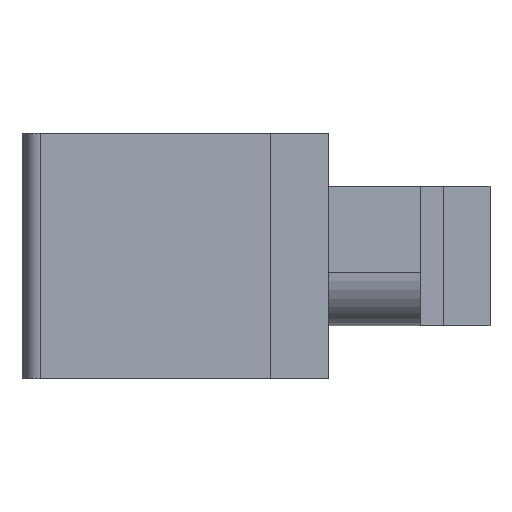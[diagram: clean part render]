
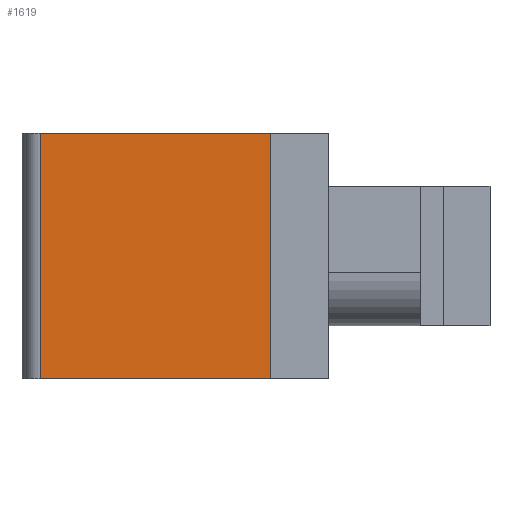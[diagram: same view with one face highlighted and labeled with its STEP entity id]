
A CAD part, left-side view. The second image highlights one B-rep face of the part: STEP entity #1619.
In plain terms, the highlighted planar face has unit normal (-1, 0, 0).
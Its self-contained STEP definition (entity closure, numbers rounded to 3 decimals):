
#5 = VERTEX_POINT ( 'NONE', #1794 ) ;
#38 = VECTOR ( 'NONE', #2229, 1000. ) ;
#87 = EDGE_CURVE ( 'NONE', #5, #1880, #1735, .T. ) ;
#132 = ORIENTED_EDGE ( 'NONE', *, *, #87, .T. ) ;
#169 = CARTESIAN_POINT ( 'NONE',  ( -20.25, 29.3, 8. ) ) ;
#179 = EDGE_CURVE ( 'NONE', #1002, #2219, #2041, .T. ) ;
#393 = VECTOR ( 'NONE', #942, 1000. ) ;
#716 = CARTESIAN_POINT ( 'NONE',  ( -20.25, 14.3, -8. ) ) ;
#724 = AXIS2_PLACEMENT_3D ( 'NONE', #2223, #1185, #1164 ) ;
#942 = DIRECTION ( 'NONE',  ( 0., -1., 0. ) ) ;
#1002 = VERTEX_POINT ( 'NONE', #169 ) ;
#1089 = ORIENTED_EDGE ( 'NONE', *, *, #1218, .T. ) ;
#1164 = DIRECTION ( 'NONE',  ( 0., 0., -1. ) ) ;
#1185 = DIRECTION ( 'NONE',  ( 1., 0., 0. ) ) ;
#1189 = VECTOR ( 'NONE', #1871, 1000. ) ;
#1216 = CARTESIAN_POINT ( 'NONE',  ( -20.25, 14.3, 8. ) ) ;
#1218 = EDGE_CURVE ( 'NONE', #2219, #5, #2664, .T. ) ;
#1259 = LINE ( 'NONE', #1216, #1189 ) ;
#1306 = CARTESIAN_POINT ( 'NONE',  ( -20.25, 14.3, 8. ) ) ;
#1385 = PLANE ( 'NONE',  #724 ) ;
#1619 = ADVANCED_FACE ( 'NONE', ( #2130 ), #1385, .F. ) ;
#1735 = LINE ( 'NONE', #2404, #38 ) ;
#1781 = EDGE_CURVE ( 'NONE', #1880, #1002, #1259, .T. ) ;
#1794 = CARTESIAN_POINT ( 'NONE',  ( -20.25, 14.3, -8. ) ) ;
#1818 = ORIENTED_EDGE ( 'NONE', *, *, #1781, .T. ) ;
#1871 = DIRECTION ( 'NONE',  ( 0., 1., 0. ) ) ;
#1880 = VERTEX_POINT ( 'NONE', #1306 ) ;
#1992 = DIRECTION ( 'NONE',  ( 0., 0., -1. ) ) ;
#2041 = LINE ( 'NONE', #2750, #2644 ) ;
#2130 = FACE_OUTER_BOUND ( 'NONE', #2253, .T. ) ;
#2219 = VERTEX_POINT ( 'NONE', #2352 ) ;
#2223 = CARTESIAN_POINT ( 'NONE',  ( -20.25, 14.3, -51.62 ) ) ;
#2229 = DIRECTION ( 'NONE',  ( 0., 0., 1. ) ) ;
#2253 = EDGE_LOOP ( 'NONE', ( #1818, #2465, #1089, #132 ) ) ;
#2352 = CARTESIAN_POINT ( 'NONE',  ( -20.25, 29.3, -8. ) ) ;
#2404 = CARTESIAN_POINT ( 'NONE',  ( -20.25, 14.3, -51.62 ) ) ;
#2465 = ORIENTED_EDGE ( 'NONE', *, *, #179, .T. ) ;
#2644 = VECTOR ( 'NONE', #1992, 1000. ) ;
#2664 = LINE ( 'NONE', #716, #393 ) ;
#2750 = CARTESIAN_POINT ( 'NONE',  ( -20.25, 29.3, -51.62 ) ) ;
